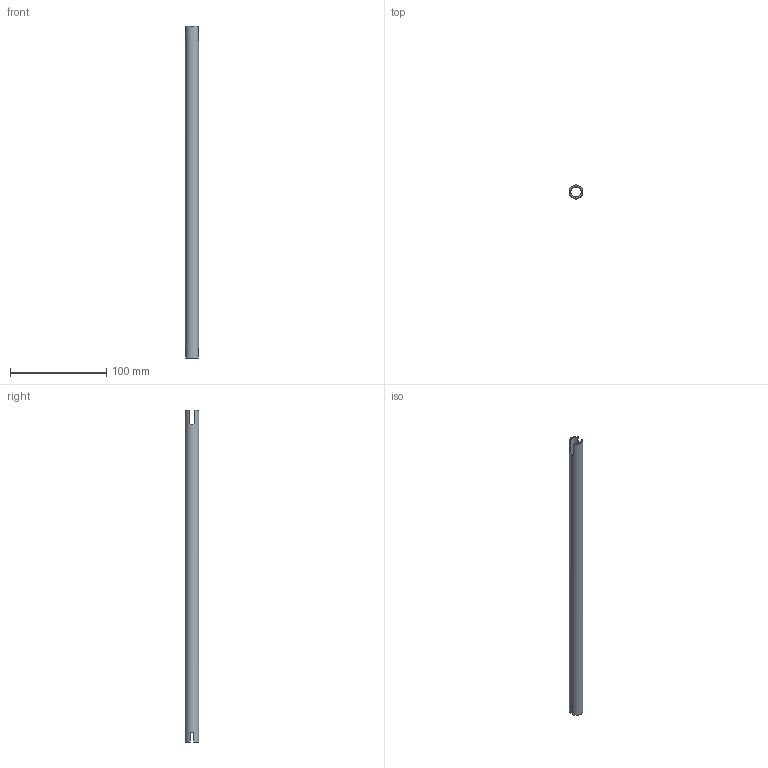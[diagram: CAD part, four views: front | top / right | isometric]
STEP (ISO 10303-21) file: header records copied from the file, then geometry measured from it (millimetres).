
FILE_DESCRIPTION(/* description */ (''),/* implementation_level */ '2;1');
FILE_NAME(/* name */ 'ArmsFR3.stp',/* time_stamp */ '2019-02-11T15:36:28+08:00',/* author */ ('Administrator'),/* organization */ (''),/* preprocessor_version */ 'ST-DEVELOPER v17',/* originating_system */ 'Autodesk Inventor 2019',/* authorisation */ '');
FILE_SCHEMA (('AUTOMOTIVE_DESIGN { 1 0 10303 214 3 1 1 }'));
Length unit declared in the file: millimetre
Products named in the file (1): Symmetry of preiod.1.1
Bounding box: 14 x 13.95 x 344.66 mm (x, y, z)
Volume: 19898.2 mm3; surface area: 26814.3 mm2
Topology: 1 solids, 1 shells, 18 faces, 54 edges, 36 vertices
Faces by surface type: plane 16, cylinder 2
Full cylindrical faces by diameter (mm): 11 x1, 14 x1
Entity records: 668 total; most frequent: DIRECTION 112, CARTESIAN_POINT 109, ORIENTED_EDGE 108, EDGE_CURVE 54, AXIS2_PLACEMENT_3D 39, VERTEX_POINT 36, LINE 34, VECTOR 34
